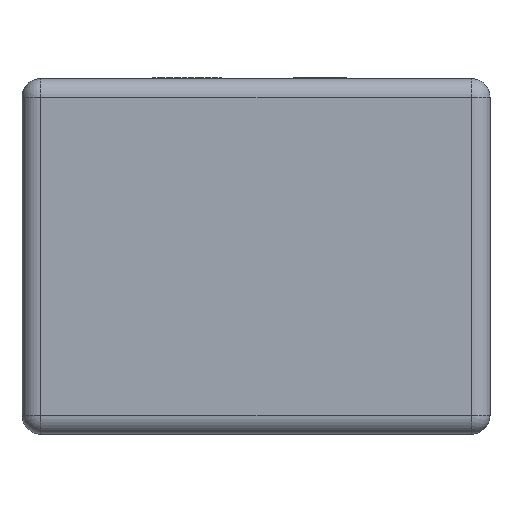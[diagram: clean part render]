
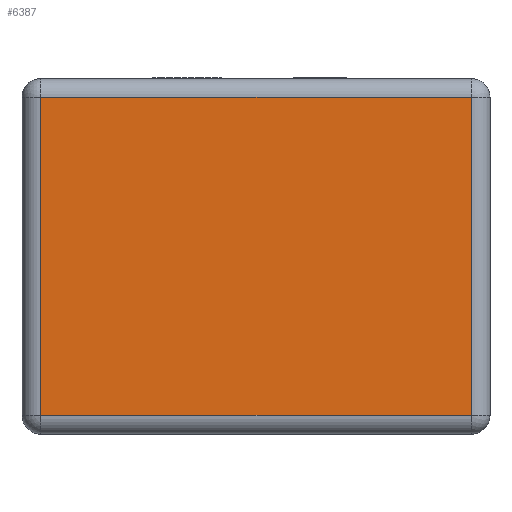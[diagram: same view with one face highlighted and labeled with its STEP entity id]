
A CAD part, left-side view. The second image highlights one B-rep face of the part: STEP entity #6387.
In plain terms, the highlighted face is planar.
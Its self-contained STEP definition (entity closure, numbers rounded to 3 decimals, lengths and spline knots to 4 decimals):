
#485=PLANE('',#6941);
#680=FACE_OUTER_BOUND('',#1038,.T.);
#1038=EDGE_LOOP('',(#4649,#4650,#4651,#4652));
#1439=LINE('',#9019,#2025);
#1440=LINE('',#9027,#2026);
#1446=LINE('',#9051,#2032);
#1447=LINE('',#9053,#2033);
#2025=VECTOR('',#7571,10.);
#2026=VECTOR('',#7582,10.);
#2032=VECTOR('',#7616,10.);
#2033=VECTOR('',#7619,10.);
#2754=VERTEX_POINT('',#9003);
#2757=VERTEX_POINT('',#9015);
#2759=VERTEX_POINT('',#9023);
#2763=VERTEX_POINT('',#9046);
#3461=EDGE_CURVE('',#2757,#2754,#1439,.T.);
#3465=EDGE_CURVE('',#2754,#2759,#1440,.T.);
#3478=EDGE_CURVE('',#2759,#2763,#1446,.T.);
#3479=EDGE_CURVE('',#2763,#2757,#1447,.T.);
#4649=ORIENTED_EDGE('',*,*,#3461,.F.);
#4650=ORIENTED_EDGE('',*,*,#3479,.F.);
#4651=ORIENTED_EDGE('',*,*,#3478,.F.);
#4652=ORIENTED_EDGE('',*,*,#3465,.F.);
#6387=ADVANCED_FACE('',(#680),#485,.T.);
#6941=AXIS2_PLACEMENT_3D('',#9066,#7639,#7640);
#7571=DIRECTION('',(0.,0.,-1.));
#7582=DIRECTION('',(-1.,0.,0.));
#7616=DIRECTION('',(0.,0.,1.));
#7619=DIRECTION('',(1.,0.,0.));
#7639=DIRECTION('center_axis',(0.,-1.,0.));
#7640=DIRECTION('ref_axis',(1.,0.,0.));
#9003=CARTESIAN_POINT('',(0.575,-1.,0.05));
#9015=CARTESIAN_POINT('',(0.575,-1.,0.9));
#9019=CARTESIAN_POINT('',(0.575,-1.,0.));
#9023=CARTESIAN_POINT('',(-0.575,-1.,0.05));
#9027=CARTESIAN_POINT('',(-0.3125,-1.,0.05));
#9046=CARTESIAN_POINT('',(-0.575,-1.,0.9));
#9051=CARTESIAN_POINT('',(-0.575,-1.,0.));
#9053=CARTESIAN_POINT('',(-0.3125,-1.,0.9));
#9066=CARTESIAN_POINT('Origin',(-0.625,-1.,0.));
